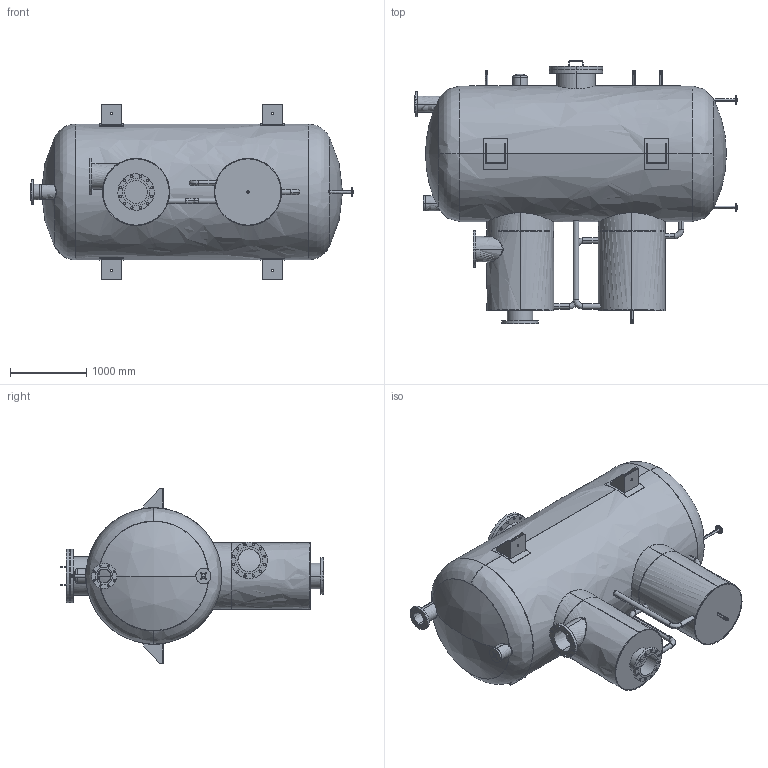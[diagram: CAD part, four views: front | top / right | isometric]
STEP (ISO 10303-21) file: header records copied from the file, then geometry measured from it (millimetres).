
FILE_DESCRIPTION(('FreeCAD Model'),'2;1');
FILE_NAME('Open CASCADE Shape Model','2025-04-29T08:28:49',('FreeCAD'),( 'FreeCAD'),'Open CASCADE STEP processor 7.6','FreeCAD','Unknown');
FILE_SCHEMA(('AUTOMOTIVE_DESIGN { 1 0 10303 214 1 1 1 1 }'));
Products named in the file (1): Open CASCADE STEP translator 7.6 1
Bounding box: 4231.59 x 3462.95 x 2303.07 mm (x, y, z)
Volume: 354588791.2 mm3; surface area: 74396832 mm2
Topology: 19 solids, 19 shells, 768 faces, 2010 edges, 1334 vertices
Faces by surface type: bspline 768
Entity records: 50595 total; most frequent: CARTESIAN_POINT 39436, ORIENTED_EDGE 4020, EDGE_CURVE 2010, VERTEX_POINT 1334, FACE_BOUND 1006, EDGE_LOOP 1006, B_SPLINE_CURVE_WITH_KNOTS 816, ADVANCED_FACE 768
